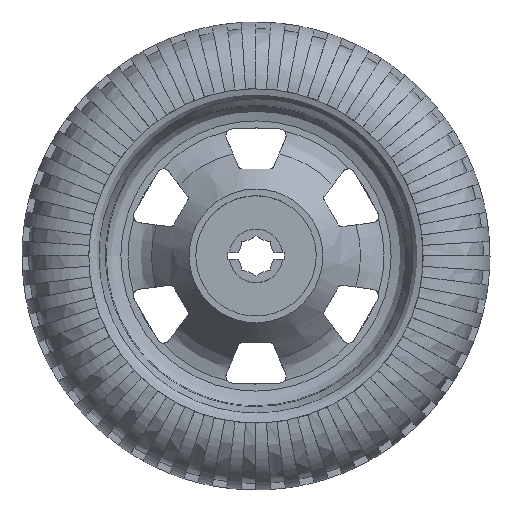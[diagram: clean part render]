
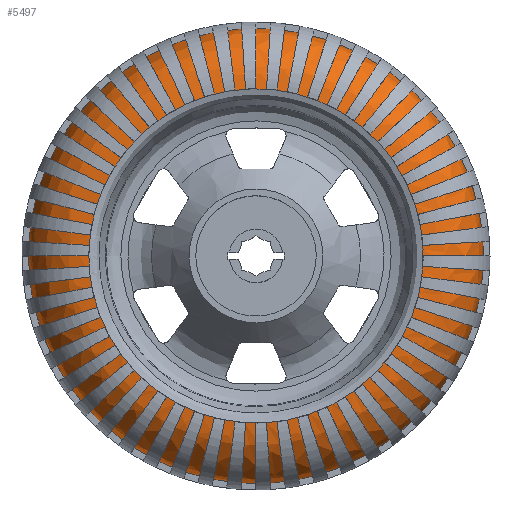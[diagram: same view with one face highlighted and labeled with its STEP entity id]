
A CAD part, top view. The second image highlights one B-rep face of the part: STEP entity #5497.
In plain terms, the highlighted free-form (B-spline) face has degree [2, 2] with [3, 9] control points.
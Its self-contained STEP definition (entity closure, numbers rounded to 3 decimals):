
#4997 = EDGE_CURVE('',#4998,#4998,#5000,.T.);
#4998 = VERTEX_POINT('',#4999);
#4999 = CARTESIAN_POINT('',(-24.426,0.,
    16.609));
#5000 = ( BOUNDED_CURVE() B_SPLINE_CURVE(2,(#5001,#5002,#5003,#5004,
    #5005,#5006,#5007,#5008,#5009),.UNSPECIFIED.,.T.,.F.) 
B_SPLINE_CURVE_WITH_KNOTS((3,2,2,2,3),(-3.142,-1.571,0.
,1.571,3.142),.UNSPECIFIED.) CURVE() 
GEOMETRIC_REPRESENTATION_ITEM() RATIONAL_B_SPLINE_CURVE((1.,
    0.707,1.,0.707,1.,0.707,1.,0.707
,1.)) REPRESENTATION_ITEM('') );
#5001 = CARTESIAN_POINT('',(-24.426,0.,
    16.609));
#5002 = CARTESIAN_POINT('',(-24.426,24.426,
    16.609));
#5003 = CARTESIAN_POINT('',(0.,24.426,
    16.609));
#5004 = CARTESIAN_POINT('',(24.426,24.426,
    16.609));
#5005 = CARTESIAN_POINT('',(24.426,0.,16.609));
#5006 = CARTESIAN_POINT('',(24.426,-24.426,
    16.609));
#5007 = CARTESIAN_POINT('',(0.,-24.426,
    16.609));
#5008 = CARTESIAN_POINT('',(-24.426,-24.426,
    16.609));
#5009 = CARTESIAN_POINT('',(-24.426,0.,
    16.609));
#5448 = EDGE_CURVE('',#5449,#5449,#5451,.T.);
#5449 = VERTEX_POINT('',#5450);
#5450 = CARTESIAN_POINT('',(-33.219,0.,
    7.816));
#5451 = ( BOUNDED_CURVE() B_SPLINE_CURVE(2,(#5452,#5453,#5454,#5455,
    #5456,#5457,#5458,#5459,#5460),.UNSPECIFIED.,.T.,.F.) 
B_SPLINE_CURVE_WITH_KNOTS((3,2,2,2,3),(-3.142,-1.571,0.
,1.571,3.142),.UNSPECIFIED.) CURVE() 
GEOMETRIC_REPRESENTATION_ITEM() RATIONAL_B_SPLINE_CURVE((1.,
    0.707,1.,0.707,1.,0.707,1.,0.707
,1.)) REPRESENTATION_ITEM('') );
#5452 = CARTESIAN_POINT('',(-33.219,0.,
    7.816));
#5453 = CARTESIAN_POINT('',(-33.219,-33.219,
    7.816));
#5454 = CARTESIAN_POINT('',(0.,-33.219,
    7.816));
#5455 = CARTESIAN_POINT('',(33.219,-33.219,
    7.816));
#5456 = CARTESIAN_POINT('',(33.219,0.,7.816));
#5457 = CARTESIAN_POINT('',(33.219,33.219,
    7.816));
#5458 = CARTESIAN_POINT('',(0.,33.219,
    7.816));
#5459 = CARTESIAN_POINT('',(-33.219,33.219,
    7.816));
#5460 = CARTESIAN_POINT('',(-33.219,0.,
    7.816));
#5497 = ADVANCED_FACE('',(#5498),#5509,.T.);
#5498 = FACE_BOUND('',#5499,.T.);
#5499 = EDGE_LOOP('',(#5500,#5501,#5507,#5508));
#5500 = ORIENTED_EDGE('',*,*,#4997,.T.);
#5501 = ORIENTED_EDGE('',*,*,#5502,.T.);
#5502 = EDGE_CURVE('',#4998,#5449,#5503,.T.);
#5503 = ( BOUNDED_CURVE() B_SPLINE_CURVE(2,(#5504,#5505,#5506),
.UNSPECIFIED.,.F.,.F.) B_SPLINE_CURVE_WITH_KNOTS((3,3),(-1.571,
0.),.PIECEWISE_BEZIER_KNOTS.) CURVE() GEOMETRIC_REPRESENTATION_ITEM() 
RATIONAL_B_SPLINE_CURVE((1.,0.707,1.)) REPRESENTATION_ITEM('') 
  );
#5504 = CARTESIAN_POINT('',(-24.426,0.,16.609));
#5505 = CARTESIAN_POINT('',(-33.219,0.,16.609));
#5506 = CARTESIAN_POINT('',(-33.219,0.,7.816));
#5507 = ORIENTED_EDGE('',*,*,#5448,.T.);
#5508 = ORIENTED_EDGE('',*,*,#5502,.F.);
#5509 = ( BOUNDED_SURFACE() B_SPLINE_SURFACE(2,2,(
    (#5510,#5511,#5512,#5513,#5514,#5515,#5516,#5517,#5518)
    ,(#5519,#5520,#5521,#5522,#5523,#5524,#5525,#5526,#5527)
    ,(#5528,#5529,#5530,#5531,#5532,#5533,#5534,#5535,#5536
)),.UNSPECIFIED.,.F.,.T.,.F.) B_SPLINE_SURFACE_WITH_KNOTS((3,3),(1,2,2,2
    ,2,2,1),(0.,1.571),(-4.712,-3.142,
    -1.571,0.,1.571,3.142,4.712),
.UNSPECIFIED.) GEOMETRIC_REPRESENTATION_ITEM() RATIONAL_B_SPLINE_SURFACE
((
    (1.,0.707,1.,0.707,1.,0.707,1.
      ,0.707,1.)
    ,(0.707,0.5,0.707,0.5,0.707,0.5
      ,0.707,0.5,0.707)
    ,(1.,0.707,1.,0.707,1.,0.707,1.
,0.707,1.))) REPRESENTATION_ITEM('') SURFACE() );
#5510 = CARTESIAN_POINT('',(-24.426,0.,16.609));
#5511 = CARTESIAN_POINT('',(-24.426,-24.426,
    16.609));
#5512 = CARTESIAN_POINT('',(0.,-24.426,16.609));
#5513 = CARTESIAN_POINT('',(24.426,-24.426,
    16.609));
#5514 = CARTESIAN_POINT('',(24.426,0.,16.609));
#5515 = CARTESIAN_POINT('',(24.426,24.426,
    16.609));
#5516 = CARTESIAN_POINT('',(0.,24.426,16.609));
#5517 = CARTESIAN_POINT('',(-24.426,24.426,
    16.609));
#5518 = CARTESIAN_POINT('',(-24.426,0.,16.609));
#5519 = CARTESIAN_POINT('',(-33.219,0.,16.609));
#5520 = CARTESIAN_POINT('',(-33.219,-33.219,
    16.609));
#5521 = CARTESIAN_POINT('',(0.,-33.219,16.609));
#5522 = CARTESIAN_POINT('',(33.219,-33.219,
    16.609));
#5523 = CARTESIAN_POINT('',(33.219,0.,16.609));
#5524 = CARTESIAN_POINT('',(33.219,33.219,
    16.609));
#5525 = CARTESIAN_POINT('',(0.,33.219,16.609));
#5526 = CARTESIAN_POINT('',(-33.219,33.219,
    16.609));
#5527 = CARTESIAN_POINT('',(-33.219,0.,16.609));
#5528 = CARTESIAN_POINT('',(-33.219,0.,7.816));
#5529 = CARTESIAN_POINT('',(-33.219,-33.219,
    7.816));
#5530 = CARTESIAN_POINT('',(0.,-33.219,7.816));
#5531 = CARTESIAN_POINT('',(33.219,-33.219,
    7.816));
#5532 = CARTESIAN_POINT('',(33.219,0.,7.816));
#5533 = CARTESIAN_POINT('',(33.219,33.219,
    7.816));
#5534 = CARTESIAN_POINT('',(0.,33.219,7.816));
#5535 = CARTESIAN_POINT('',(-33.219,33.219,
    7.816));
#5536 = CARTESIAN_POINT('',(-33.219,0.,7.816));
